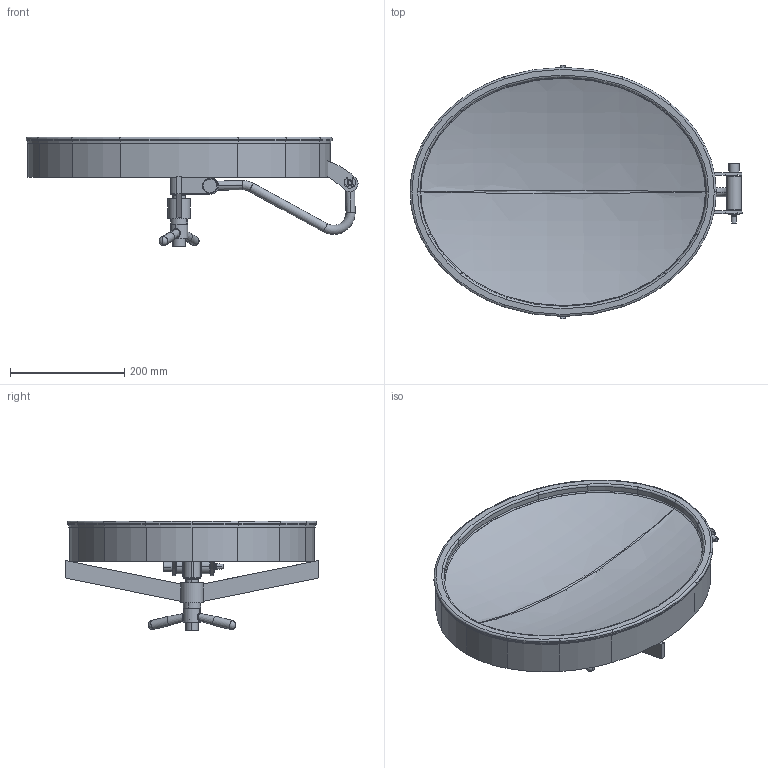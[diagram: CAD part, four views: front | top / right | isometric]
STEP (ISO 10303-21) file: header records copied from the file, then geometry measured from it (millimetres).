
FILE_DESCRIPTION (( 'STEP AP203' ), '1' );
FILE_NAME ('porte complete p11-410-510.STEP', '2009-09-24T09:12:25', ( 'BE' ), ( 'BOYER SA' ), 'SwSTEP 2.0', 'SolidWorks 2008', '' );
FILE_SCHEMA (( 'CONFIG_CONTROL_DESIGN' ));
Length unit declared in the file: millimetre
Products named in the file (18): porte complete p11-410-510; BAG 4L BR OB 30 40 19 (0760100022)_Défaut; BRA 4L BR K 11 410 510 (0730200050)_Défaut; INSERT BRONZE C-MAN 18-35B_Défaut; INSERT INOX C-MAN 18-35I_Défaut; joint pour p11-410-510_Défaut; CAOV 6L PO SP 10 410 510 60 (0720100030) _Défaut; BAG PE EBOB OB 30 15 18 (0760100002)_Défaut; BAG 4L BR OB 25 14 32 (0760100018)_Défaut; BAG 4L BR OB 25 60 10 (0760100021)_Défaut; BROC 4L BR D10 X 74 (0670100001)_Défaut; GC18 4L BR WD 000 60 150 (0610100002)_Défaut; POV 6L BR P   2.5 410 510 (0710100015)_Défaut; MA2 IB BR WD 180 18 34 (0750200018)_Défaut; PSCA 4L PO S  05 70 30 (0660900002)coupe p11-410-510_Défaut; CLIP 6L PO D10 50650300002起D嶨aut; ROTU 4L MB M 4 (0750200031)_Défaut; PENT 4L BR S 08 210 30 (0680100015)_Défaut
Assembly tree (21 placements, depth 3):
  porte complete p11-410-510
    PSCA 4L PO S  05 70 30 (0660900002)coupe p11-410-510_Défaut  x2
    BAG PE EBOB OB 30 15 18 (0760100002)_Défaut
    BAG 4L BR OB 25 14 32 (0760100018)_Défaut
    CLIP 6L PO D10 50650300002起D嶨aut  x3
    BAG 4L BR OB 30 40 19 (0760100022)_Défaut
    MA2 IB BR WD 180 18 34 (0750200018)_Défaut
      INSERT INOX C-MAN 18-35I_Défaut
      INSERT BRONZE C-MAN 18-35B_Défaut
    PENT 4L BR S 08 210 30 (0680100015)_Défaut  x2
    POV 6L BR P   2.5 410 510 (0710100015)_Défaut
    ROTU 4L MB M 4 (0750200031)_Défaut
    BAG 4L BR OB 25 60 10 (0760100021)_Défaut
    joint pour p11-410-510_Défaut
    BROC 4L BR D10 X 74 (0670100001)_Défaut
    GC18 4L BR WD 000 60 150 (0610100002)_Défaut
    CAOV 6L PO SP 10 410 510 60 (0720100030) _Défaut
    BRA 4L BR K 11 410 510 (0730200050)_Défaut
Bounding box: 582.28 x 444 x 192.49 mm (x, y, z)
Volume: 1947050.9 mm3; surface area: 824244.8 mm2
Topology: 21 solids, 21 shells, 590 faces, 1390 edges, 835 vertices
Faces by surface type: cylinder 263, torus 155, plane 93, bspline 34, cone 31, sphere 14
Entity records: 27294 total; most frequent: CARTESIAN_POINT 12709, DIRECTION 2979, ORIENTED_EDGE 2482, AXIS2_PLACEMENT_3D 1318, EDGE_CURVE 1241, CIRCLE 788, VERTEX_POINT 743, EDGE_LOOP 572
